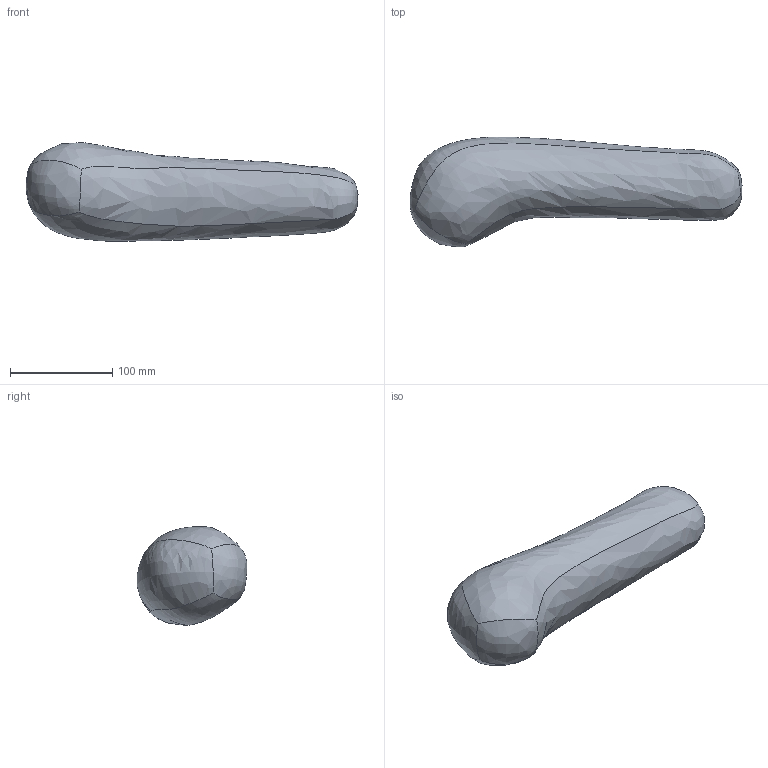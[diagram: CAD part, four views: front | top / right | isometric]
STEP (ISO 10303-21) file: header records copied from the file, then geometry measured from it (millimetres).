
FILE_DESCRIPTION(/* description */ (''),/* implementation_level */ '2;1');
FILE_NAME(/* name */ 'å¤§è',/* time_stamp */ '2016-01-11T18:25:49+08:00',/* author */ (''),/* organization */ (''),/* preprocessor_version */ 'ST-DEVELOPER v14',/* originating_system */ '',/* authorisation */ '');
FILE_SCHEMA (('CONFIG_CONTROL_DESIGN'));
Length unit declared in the file: millimetre
Products named in the file (3): Document; Zygote_Female_Spandex; ZFS_Left_Upper_Arm
Assembly tree (2 placements, depth 3):
  Document
    Zygote_Female_Spandex
      ZFS_Left_Upper_Arm
Bounding box: 324.52 x 107.26 x 96.29 mm (x, y, z)
Volume: 1530850.1 mm3; surface area: 83253.5 mm2
Topology: 1 solids, 1 shells, 6 faces, 12 edges, 8 vertices
Faces by surface type: bspline 6
Entity records: 1708 total; most frequent: CARTESIAN_POINT 1370, ORIENTED_EDGE 24, ORGANIZATION 21, PERSON_AND_ORGANIZATION 21, LOCAL_TIME 15, CALENDAR_DATE 15, DATE_AND_TIME 15, PERSON_AND_ORGANIZATION_ROLE 15
